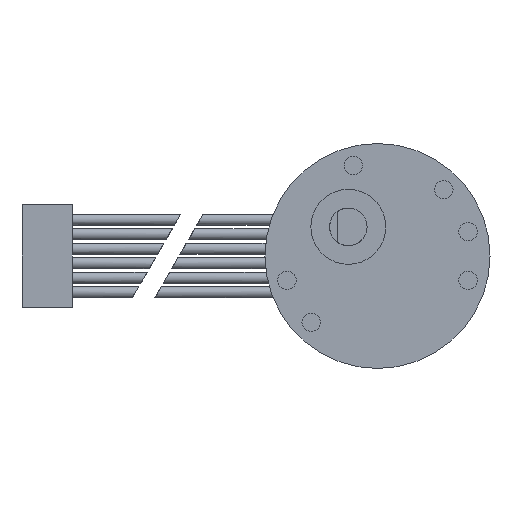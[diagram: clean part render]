
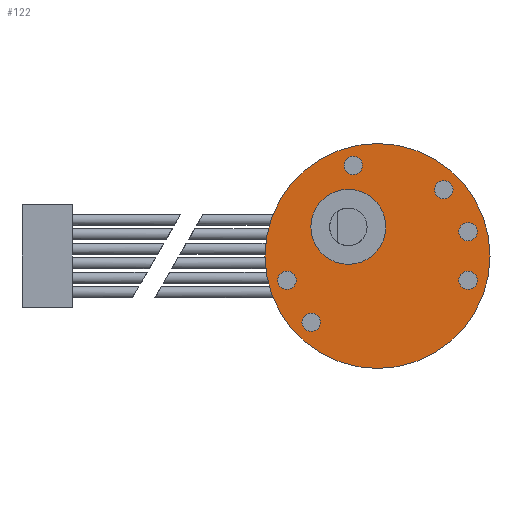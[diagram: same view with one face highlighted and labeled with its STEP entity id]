
A CAD part, front view. The second image highlights one B-rep face of the part: STEP entity #122.
In plain terms, the highlighted planar face has unit normal (0, -1, 0).
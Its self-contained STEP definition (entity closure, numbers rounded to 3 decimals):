
#122 = ADVANCED_FACE( '', ( #295, #296, #297, #298, #299, #300, #301, #302 ), #303, .F. );
#295 = FACE_BOUND( '', #560, .T. );
#296 = FACE_BOUND( '', #561, .T. );
#297 = FACE_BOUND( '', #562, .T. );
#298 = FACE_BOUND( '', #563, .T. );
#299 = FACE_BOUND( '', #564, .T. );
#300 = FACE_BOUND( '', #565, .T. );
#301 = FACE_BOUND( '', #566, .T. );
#302 = FACE_OUTER_BOUND( '', #567, .T. );
#303 = PLANE( '', #568 );
#560 = EDGE_LOOP( '', ( #850 ) );
#561 = EDGE_LOOP( '', ( #851 ) );
#562 = EDGE_LOOP( '', ( #852 ) );
#563 = EDGE_LOOP( '', ( #853 ) );
#564 = EDGE_LOOP( '', ( #854 ) );
#565 = EDGE_LOOP( '', ( #855 ) );
#566 = EDGE_LOOP( '', ( #856 ) );
#567 = EDGE_LOOP( '', ( #857 ) );
#568 = AXIS2_PLACEMENT_3D( '', #858, #859, #860 );
#850 = ORIENTED_EDGE( '', *, *, #1240, .F. );
#851 = ORIENTED_EDGE( '', *, *, #1212, .T. );
#852 = ORIENTED_EDGE( '', *, *, #1241, .T. );
#853 = ORIENTED_EDGE( '', *, *, #1203, .T. );
#854 = ORIENTED_EDGE( '', *, *, #1230, .T. );
#855 = ORIENTED_EDGE( '', *, *, #1242, .T. );
#856 = ORIENTED_EDGE( '', *, *, #1243, .T. );
#857 = ORIENTED_EDGE( '', *, *, #1244, .F. );
#858 = CARTESIAN_POINT( '', ( 0., 0., -15. ) );
#859 = DIRECTION( '', ( 0., 1., 0. ) );
#860 = DIRECTION( '', ( 0., 0., 1. ) );
#1203 = EDGE_CURVE( '', #1353, #1353, #1354, .T. );
#1212 = EDGE_CURVE( '', #1369, #1369, #1370, .T. );
#1230 = EDGE_CURVE( '', #1398, #1398, #1399, .T. );
#1240 = EDGE_CURVE( '', #1413, #1413, #1414, .F. );
#1241 = EDGE_CURVE( '', #1415, #1415, #1416, .T. );
#1242 = EDGE_CURVE( '', #1417, #1417, #1418, .T. );
#1243 = EDGE_CURVE( '', #1419, #1419, #1420, .T. );
#1244 = EDGE_CURVE( '', #1421, #1421, #1422, .T. );
#1353 = VERTEX_POINT( '', #1573 );
#1354 = CIRCLE( '', #1574, 1.23 );
#1369 = VERTEX_POINT( '', #1591 );
#1370 = CIRCLE( '', #1592, 1.23 );
#1398 = VERTEX_POINT( '', #1624 );
#1399 = CIRCLE( '', #1625, 1.23 );
#1413 = VERTEX_POINT( '', #1643 );
#1414 = CIRCLE( '', #1644, 5. );
#1415 = VERTEX_POINT( '', #1645 );
#1416 = CIRCLE( '', #1646, 1.23 );
#1417 = VERTEX_POINT( '', #1647 );
#1418 = CIRCLE( '', #1648, 1.23 );
#1419 = VERTEX_POINT( '', #1649 );
#1420 = CIRCLE( '', #1650, 1.23 );
#1421 = VERTEX_POINT( '', #1651 );
#1422 = CIRCLE( '', #1652, 15. );
#1573 = CARTESIAN_POINT( '', ( 12.074, 0., 4.465 ) );
#1574 = AXIS2_PLACEMENT_3D( '', #1819, #1820, #1821 );
#1591 = CARTESIAN_POINT( '', ( -3.235, 0., 13.304 ) );
#1592 = AXIS2_PLACEMENT_3D( '', #1836, #1837, #1838 );
#1624 = CARTESIAN_POINT( '', ( -12.074, 0., -2.006 ) );
#1625 = AXIS2_PLACEMENT_3D( '', #1861, #1862, #1863 );
#1643 = CARTESIAN_POINT( '', ( -3.889, 0., 8.889 ) );
#1644 = AXIS2_PLACEMENT_3D( '', #1871, #1872, #1873 );
#1645 = CARTESIAN_POINT( '', ( 12.074, 0., -2.006 ) );
#1646 = AXIS2_PLACEMENT_3D( '', #1874, #1875, #1876 );
#1647 = CARTESIAN_POINT( '', ( -8.839, 0., -7.609 ) );
#1648 = AXIS2_PLACEMENT_3D( '', #1877, #1878, #1879 );
#1649 = CARTESIAN_POINT( '', ( 8.839, 0., 10.068 ) );
#1650 = AXIS2_PLACEMENT_3D( '', #1880, #1881, #1882 );
#1651 = CARTESIAN_POINT( '', ( 0., 0., 15. ) );
#1652 = AXIS2_PLACEMENT_3D( '', #1883, #1884, #1885 );
#1819 = CARTESIAN_POINT( '', ( 12.074, 0., 3.235 ) );
#1820 = DIRECTION( '', ( 0., 1., 0. ) );
#1821 = DIRECTION( '', ( 0., 0., 1. ) );
#1836 = CARTESIAN_POINT( '', ( -3.235, 0., 12.074 ) );
#1837 = DIRECTION( '', ( 0., 1., 0. ) );
#1838 = DIRECTION( '', ( 0., 0., 1. ) );
#1861 = CARTESIAN_POINT( '', ( -12.074, 0., -3.235 ) );
#1862 = DIRECTION( '', ( 0., 1., 0. ) );
#1863 = DIRECTION( '', ( 0., 0., 1. ) );
#1871 = CARTESIAN_POINT( '', ( -3.889, 0., 3.889 ) );
#1872 = DIRECTION( '', ( 0., 1., 0. ) );
#1873 = DIRECTION( '', ( 0., 0., 1. ) );
#1874 = CARTESIAN_POINT( '', ( 12.074, 0., -3.235 ) );
#1875 = DIRECTION( '', ( 0., 1., 0. ) );
#1876 = DIRECTION( '', ( 0., 0., 1. ) );
#1877 = CARTESIAN_POINT( '', ( -8.839, 0., -8.839 ) );
#1878 = DIRECTION( '', ( 0., 1., 0. ) );
#1879 = DIRECTION( '', ( 0., 0., 1. ) );
#1880 = CARTESIAN_POINT( '', ( 8.839, 0., 8.839 ) );
#1881 = DIRECTION( '', ( 0., 1., 0. ) );
#1882 = DIRECTION( '', ( 0., 0., 1. ) );
#1883 = CARTESIAN_POINT( '', ( 0., 0., 0. ) );
#1884 = DIRECTION( '', ( 0., 1., 0. ) );
#1885 = DIRECTION( '', ( 0., 0., 1. ) );
